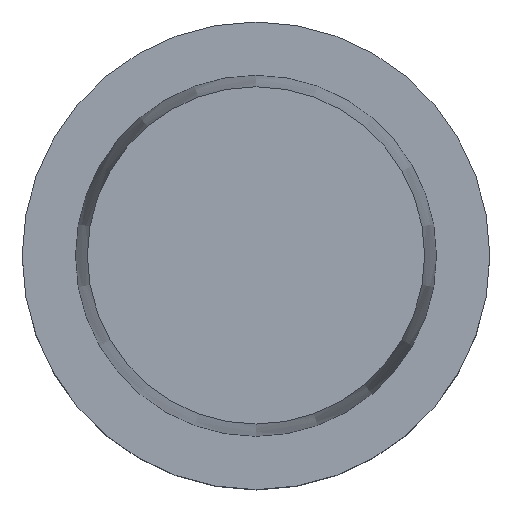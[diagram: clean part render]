
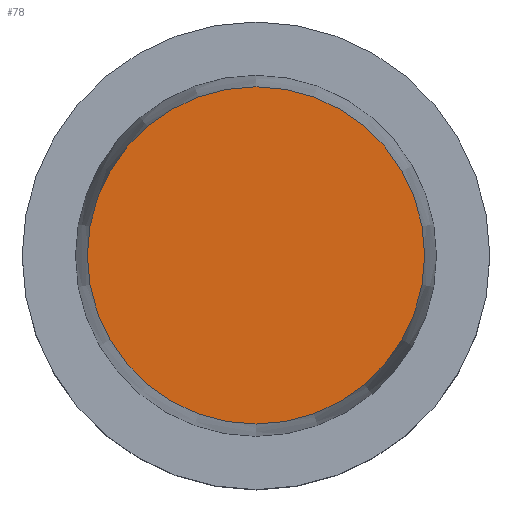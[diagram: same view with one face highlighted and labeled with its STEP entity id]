
A CAD part, top view. The second image highlights one B-rep face of the part: STEP entity #78.
In plain terms, the highlighted planar face has unit normal (0, 0, 1).
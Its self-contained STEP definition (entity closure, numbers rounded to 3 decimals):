
#78=ADVANCED_FACE('',(#104),#105,.T.);
#104=FACE_OUTER_BOUND('',#162,.T.);
#105=PLANE('',#163);
#162=EDGE_LOOP('',(#226));
#163=AXIS2_PLACEMENT_3D('',#227,#228,#229);
#226=ORIENTED_EDGE('',*,*,#313,.F.);
#227=CARTESIAN_POINT('',(0.,11.357,32.0));
#228=DIRECTION('',(0.,0.,1.0));
#229=DIRECTION('',(0.,-1.0,0.));
#313=EDGE_CURVE('',#335,#335,#336,.T.);
#335=VERTEX_POINT('',#373);
#336=CIRCLE('',#374,22.715);
#373=CARTESIAN_POINT('',(0.,22.715,32.0));
#374=AXIS2_PLACEMENT_3D('',#414,#415,#416);
#414=CARTESIAN_POINT('',(0.,0.,32.0));
#415=DIRECTION('',(0.,0.,-1.0));
#416=DIRECTION('',(0.,1.0,0.));
